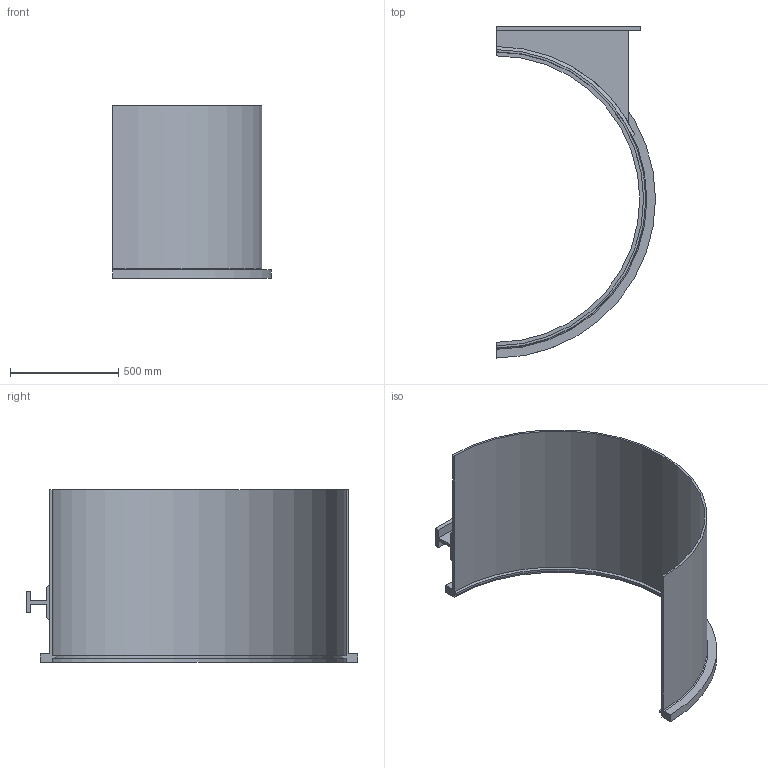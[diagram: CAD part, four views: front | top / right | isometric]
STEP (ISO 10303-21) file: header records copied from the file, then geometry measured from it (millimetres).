
FILE_DESCRIPTION(('CoCreate Modeling STEP Export'),'2;1');
FILE_NAME('vessel_model.stp','2011-12-12T17:57:14',(''),(''),'CoCreate Modeling STEP processor for AP214 (Solid Model)','CoCreate Modeling 16.00A 16-Aug-2008 (C) Parametric Technology GmbH','');
FILE_SCHEMA(('AUTOMOTIVE_DESIGN { 1 0 10303 214 1 1 1 1 }'));
Length unit declared in the file: millimetre
Products named in the file (3): main_vessel; support
Assembly tree (1 placements, depth 2):
  main_vessel
    main_vessel
  support
Bounding box: 735 x 1535 x 800 mm (x, y, z)
Volume: 26411764.2 mm3; surface area: 4431663.4 mm2
Topology: 2 solids, 2 shells, 29 faces, 75 edges, 50 vertices
Faces by surface type: plane 17, cylinder 7, cone 3, torus 2
Entity records: 1783 total; most frequent: CARTESIAN_POINT 1019, ORIENTED_EDGE 150, DIRECTION 135, EDGE_CURVE 75, VERTEX_POINT 50, AXIS2_PLACEMENT_3D 45, VECTOR 45, LINE 45
